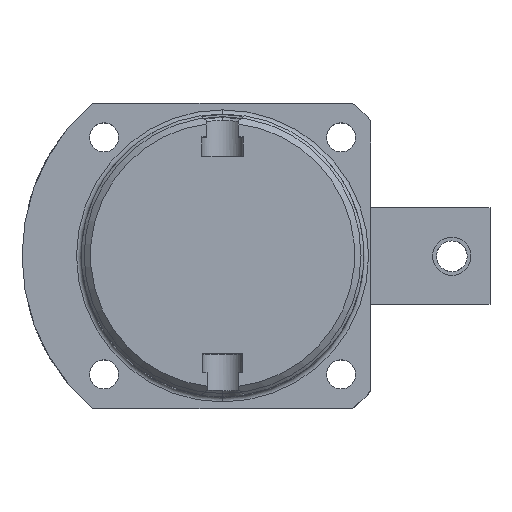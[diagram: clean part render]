
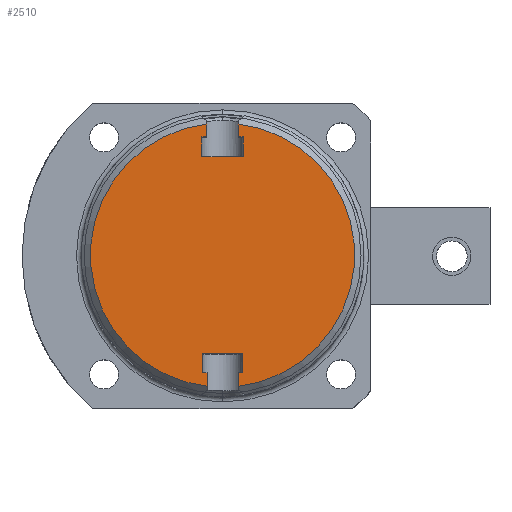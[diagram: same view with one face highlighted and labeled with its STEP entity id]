
A CAD part, top view. The second image highlights one B-rep face of the part: STEP entity #2510.
In plain terms, the highlighted planar face has unit normal (0, 0, 1).
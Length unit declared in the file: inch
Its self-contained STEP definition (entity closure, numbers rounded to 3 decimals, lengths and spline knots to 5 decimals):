
#166=CARTESIAN_POINT('',(0.,0.,3.91));
#167=DIRECTION('',(0.,0.,1.));
#168=DIRECTION('',(0.117,-0.993,0.));
#169=AXIS2_PLACEMENT_3D('',#166,#167,#168);
#190=CARTESIAN_POINT('',(0.,0.,3.91));
#191=DIRECTION('',(0.,0.,1.));
#192=DIRECTION('',(-0.12,0.993,0.));
#193=AXIS2_PLACEMENT_3D('',#190,#191,#192);
#198=DIRECTION('',(0.,1.,0.));
#199=VECTOR('',#198,0.08852);
#200=CARTESIAN_POINT('',(0.1015,-0.85852,3.91));
#201=LINE('',#200,#199);
#205=DIRECTION('',(1.,0.,0.));
#206=VECTOR('',#205,0.031);
#207=CARTESIAN_POINT('',(0.1015,-0.77,3.91));
#208=LINE('',#207,#206);
#212=DIRECTION('',(0.,1.,0.));
#213=VECTOR('',#212,0.125);
#214=CARTESIAN_POINT('',(0.1325,-0.77,3.91));
#215=LINE('',#214,#213);
#219=DIRECTION('',(-1.,0.,0.));
#220=VECTOR('',#219,0.265);
#221=CARTESIAN_POINT('',(0.1325,-0.645,3.91));
#222=LINE('',#221,#220);
#226=DIRECTION('',(0.,-1.,0.));
#227=VECTOR('',#226,0.125);
#228=CARTESIAN_POINT('',(-0.1325,-0.645,3.91));
#229=LINE('',#228,#227);
#233=DIRECTION('',(1.,0.,0.));
#234=VECTOR('',#233,0.031);
#235=CARTESIAN_POINT('',(-0.1325,-0.77,3.91));
#236=LINE('',#235,#234);
#240=DIRECTION('',(0.,1.,0.));
#241=VECTOR('',#240,0.08852);
#242=CARTESIAN_POINT('',(-0.1015,-0.85852,3.91));
#243=LINE('',#242,#241);
#247=DIRECTION('',(0.,-1.,0.));
#248=VECTOR('',#247,0.08322);
#249=CARTESIAN_POINT('',(-0.104,0.85822,3.91));
#250=LINE('',#249,#248);
#254=DIRECTION('',(-1.,0.,0.));
#255=VECTOR('',#254,0.031);
#256=CARTESIAN_POINT('',(-0.104,0.775,3.91));
#257=LINE('',#256,#255);
#261=DIRECTION('',(0.,-1.,0.));
#262=VECTOR('',#261,0.13);
#263=CARTESIAN_POINT('',(-0.135,0.775,3.91));
#264=LINE('',#263,#262);
#268=DIRECTION('',(1.,0.,0.));
#269=VECTOR('',#268,0.27);
#270=CARTESIAN_POINT('',(-0.135,0.645,3.91));
#271=LINE('',#270,#269);
#275=DIRECTION('',(0.,1.,0.));
#276=VECTOR('',#275,0.13);
#277=CARTESIAN_POINT('',(0.135,0.645,3.91));
#278=LINE('',#277,#276);
#282=DIRECTION('',(-1.,0.,0.));
#283=VECTOR('',#282,0.031);
#284=CARTESIAN_POINT('',(0.135,0.775,3.91));
#285=LINE('',#284,#283);
#289=DIRECTION('',(0.,-1.,0.));
#290=VECTOR('',#289,0.08322);
#291=CARTESIAN_POINT('',(0.104,0.85822,3.91));
#292=LINE('',#291,#290);
#2212=CARTESIAN_POINT('',(-0.104,0.775,3.91));
#2213=CARTESIAN_POINT('',(-0.135,0.775,3.91));
#2214=VERTEX_POINT('',#2212);
#2215=VERTEX_POINT('',#2213);
#2216=CARTESIAN_POINT('',(-0.135,0.645,3.91));
#2217=VERTEX_POINT('',#2216);
#2218=CARTESIAN_POINT('',(0.135,0.645,3.91));
#2219=VERTEX_POINT('',#2218);
#2220=CARTESIAN_POINT('',(0.135,0.775,3.91));
#2221=VERTEX_POINT('',#2220);
#2222=CARTESIAN_POINT('',(0.104,0.775,3.91));
#2223=VERTEX_POINT('',#2222);
#2252=CARTESIAN_POINT('',(-0.104,0.85822,3.91));
#2253=VERTEX_POINT('',#2252);
#2254=CARTESIAN_POINT('',(0.104,0.85822,3.91));
#2255=VERTEX_POINT('',#2254);
#2297=CARTESIAN_POINT('',(0.1015,-0.85852,3.91));
#2298=CARTESIAN_POINT('',(0.1015,-0.77,3.91));
#2299=VERTEX_POINT('',#2297);
#2300=VERTEX_POINT('',#2298);
#2301=CARTESIAN_POINT('',(0.1325,-0.77,3.91));
#2302=VERTEX_POINT('',#2301);
#2303=CARTESIAN_POINT('',(0.1325,-0.645,3.91));
#2304=VERTEX_POINT('',#2303);
#2305=CARTESIAN_POINT('',(-0.1325,-0.645,3.91));
#2306=VERTEX_POINT('',#2305);
#2307=CARTESIAN_POINT('',(-0.1325,-0.77,3.91));
#2308=VERTEX_POINT('',#2307);
#2309=CARTESIAN_POINT('',(-0.1015,-0.77,3.91));
#2310=VERTEX_POINT('',#2309);
#2311=CARTESIAN_POINT('',(-0.1015,-0.85852,3.91));
#2312=VERTEX_POINT('',#2311);
#2474=CARTESIAN_POINT('',(0.,0.,3.91));
#2475=DIRECTION('',(0.,0.,1.));
#2476=DIRECTION('',(1.,0.,0.));
#2477=AXIS2_PLACEMENT_3D('',#2474,#2475,#2476);
#2478=PLANE('',#2477);
#2479=ORIENTED_EDGE('',*,*,#2414,.T.);
#2481=ORIENTED_EDGE('',*,*,#2480,.T.);
#2483=ORIENTED_EDGE('',*,*,#2482,.T.);
#2485=ORIENTED_EDGE('',*,*,#2484,.T.);
#2487=ORIENTED_EDGE('',*,*,#2486,.T.);
#2489=ORIENTED_EDGE('',*,*,#2488,.T.);
#2491=ORIENTED_EDGE('',*,*,#2490,.F.);
#2492=ORIENTED_EDGE('',*,*,#2469,.F.);
#2494=ORIENTED_EDGE('',*,*,#2493,.T.);
#2496=ORIENTED_EDGE('',*,*,#2495,.T.);
#2498=ORIENTED_EDGE('',*,*,#2497,.T.);
#2500=ORIENTED_EDGE('',*,*,#2499,.T.);
#2502=ORIENTED_EDGE('',*,*,#2501,.T.);
#2504=ORIENTED_EDGE('',*,*,#2503,.T.);
#2506=ORIENTED_EDGE('',*,*,#2505,.F.);
#2507=ORIENTED_EDGE('',*,*,#2442,.F.);
#2508=EDGE_LOOP('',(#2479,#2481,#2483,#2485,#2487,#2489,#2491,#2492,#2494,#2496,
#2498,#2500,#2502,#2504,#2506,#2507));
#2509=FACE_OUTER_BOUND('',#2508,.F.);
#2510=ADVANCED_FACE('',(#2509),#2478,.T.);
#170=CIRCLE('',#169,0.8645);
#194=CIRCLE('',#193,0.8645);
#2414=EDGE_CURVE('',#2299,#2300,#201,.T.);
#2442=EDGE_CURVE('',#2299,#2255,#170,.T.);
#2469=EDGE_CURVE('',#2253,#2312,#194,.T.);
#2480=EDGE_CURVE('',#2300,#2302,#208,.T.);
#2482=EDGE_CURVE('',#2302,#2304,#215,.T.);
#2484=EDGE_CURVE('',#2304,#2306,#222,.T.);
#2486=EDGE_CURVE('',#2306,#2308,#229,.T.);
#2488=EDGE_CURVE('',#2308,#2310,#236,.T.);
#2490=EDGE_CURVE('',#2312,#2310,#243,.T.);
#2493=EDGE_CURVE('',#2253,#2214,#250,.T.);
#2495=EDGE_CURVE('',#2214,#2215,#257,.T.);
#2497=EDGE_CURVE('',#2215,#2217,#264,.T.);
#2499=EDGE_CURVE('',#2217,#2219,#271,.T.);
#2501=EDGE_CURVE('',#2219,#2221,#278,.T.);
#2503=EDGE_CURVE('',#2221,#2223,#285,.T.);
#2505=EDGE_CURVE('',#2255,#2223,#292,.T.);
